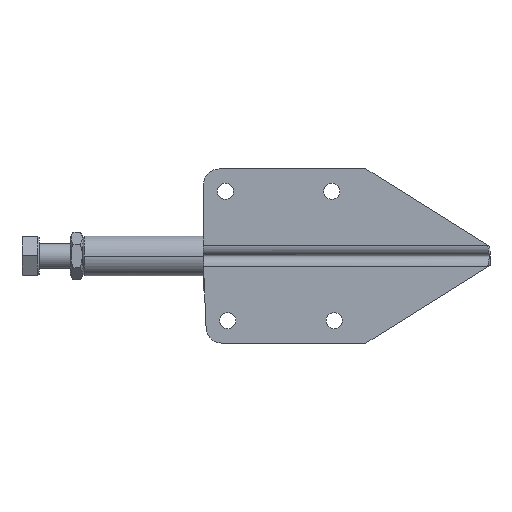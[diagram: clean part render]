
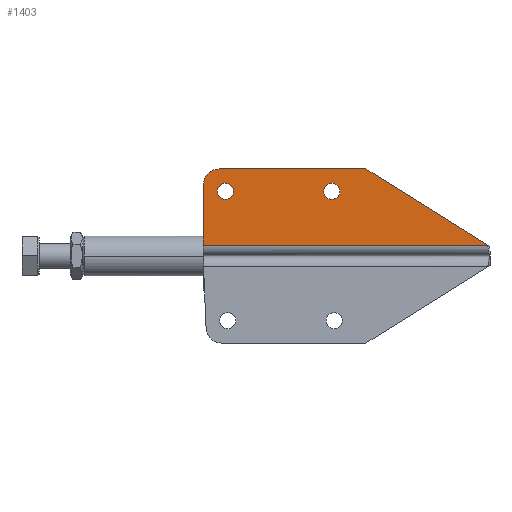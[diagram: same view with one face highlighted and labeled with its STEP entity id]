
A CAD part, front view. The second image highlights one B-rep face of the part: STEP entity #1403.
In plain terms, the highlighted planar face has unit normal (0, -1, 0).
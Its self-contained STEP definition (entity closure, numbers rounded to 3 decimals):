
#1403 = ADVANCED_FACE ( 'NONE', ( #8020, #8028, #8022 ), #13892, .F. ) ;
#3044 = CIRCLE ( 'NONE', #19421, 2.6 ) ;
#3063 = CIRCLE ( 'NONE', #19424, 2.6 ) ;
#4904 = ORIENTED_EDGE ( 'NONE', *, *, #13538, .F. ) ;
#4905 = ORIENTED_EDGE ( 'NONE', *, *, #13542, .T. ) ;
#4906 = ORIENTED_EDGE ( 'NONE', *, *, #13541, .F. ) ;
#4907 = ORIENTED_EDGE ( 'NONE', *, *, #25530, .F. ) ;
#4908 = ORIENTED_EDGE ( 'NONE', *, *, #13545, .T. ) ;
#4912 = ORIENTED_EDGE ( 'NONE', *, *, #25534, .F. ) ;
#4913 = ORIENTED_EDGE ( 'NONE', *, *, #13544, .T. ) ;
#4915 = ORIENTED_EDGE ( 'NONE', *, *, #13540, .F. ) ;
#4916 = ORIENTED_EDGE ( 'NONE', *, *, #13543, .T. ) ;
#4940 = VERTEX_POINT ( 'NONE', #5507 ) ;
#4941 = VERTEX_POINT ( 'NONE', #5508 ) ;
#4948 = VERTEX_POINT ( 'NONE', #5515 ) ;
#4953 = VERTEX_POINT ( 'NONE', #5520 ) ;
#5507 = CARTESIAN_POINT ( 'NONE',  ( 40.997, -3., 18.05 ) ) ;
#5508 = CARTESIAN_POINT ( 'NONE',  ( 6.997, -3., 23.25 ) ) ;
#5515 = CARTESIAN_POINT ( 'NONE',  ( 40.997, -3., 23.25 ) ) ;
#5520 = CARTESIAN_POINT ( 'NONE',  ( 6.997, -3., 18.05 ) ) ;
#6532 = LINE ( 'NONE', #16231, #6534 ) ;
#6533 = CIRCLE ( 'NONE', #19133, 2.6 ) ;
#6534 = VECTOR ( 'NONE', #16248, 1000. ) ;
#6535 = CIRCLE ( 'NONE', #19132, 2.6 ) ;
#6537 = LINE ( 'NONE', #16256, #6540 ) ;
#6538 = LINE ( 'NONE', #16255, #6542 ) ;
#6540 = VECTOR ( 'NONE', #16251, 1000. ) ;
#6541 = CIRCLE ( 'NONE', #19134, 5. ) ;
#6542 = VECTOR ( 'NONE', #16261, 1000. ) ;
#6543 = LINE ( 'NONE', #16260, #6545 ) ;
#6545 = VECTOR ( 'NONE', #16249, 1000. ) ;
#8020 = FACE_BOUND ( 'NONE', #21966, .T. ) ;
#8022 = FACE_OUTER_BOUND ( 'NONE', #21965, .T. ) ;
#8028 = FACE_BOUND ( 'NONE', #21964, .T. ) ;
#9041 = AXIS2_PLACEMENT_3D ( 'NONE', #13891, #13889, #13894 ) ;
#12009 = CARTESIAN_POINT ( 'NONE',  ( 51.892, -3., 27.8 ) ) ;
#12018 = CARTESIAN_POINT ( 'NONE',  ( 90.78, -3., 3.5 ) ) ;
#12024 = CARTESIAN_POINT ( 'NONE',  ( 5., -3., 27.8 ) ) ;
#12039 = CARTESIAN_POINT ( 'NONE',  ( 0., -3., 3.5 ) ) ;
#12104 = CARTESIAN_POINT ( 'NONE',  ( 0., -3., 22.8 ) ) ;
#13538 = EDGE_CURVE ( 'NONE', #21772, #21793, #6532, .T. ) ;
#13540 = EDGE_CURVE ( 'NONE', #4940, #4948, #6535, .T. ) ;
#13541 = EDGE_CURVE ( 'NONE', #4953, #4941, #6533, .T. ) ;
#13542 = EDGE_CURVE ( 'NONE', #21772, #21763, #6537, .T. ) ;
#13543 = EDGE_CURVE ( 'NONE', #21763, #21778, #6538, .T. ) ;
#13544 = EDGE_CURVE ( 'NONE', #21778, #21858, #6541, .T. ) ;
#13545 = EDGE_CURVE ( 'NONE', #21858, #21793, #6543, .T. ) ;
#13889 = DIRECTION ( 'NONE',  ( 0., 1., 0. ) ) ;
#13891 = CARTESIAN_POINT ( 'NONE',  ( 5., -3., 22.8 ) ) ;
#13892 = PLANE ( 'NONE',  #9041 ) ;
#13894 = DIRECTION ( 'NONE',  ( 0., 0., 1. ) ) ;
#16231 = CARTESIAN_POINT ( 'NONE',  ( 5., -3., 3.5 ) ) ;
#16248 = DIRECTION ( 'NONE',  ( -1., 0., 0. ) ) ;
#16249 = DIRECTION ( 'NONE',  ( 0., 0., -1. ) ) ;
#16251 = DIRECTION ( 'NONE',  ( -0.848, 0., 0.53 ) ) ;
#16252 = CARTESIAN_POINT ( 'NONE',  ( 40.997, -3., 20.65 ) ) ;
#16253 = DIRECTION ( 'NONE',  ( 0., -1., 0. ) ) ;
#16254 = DIRECTION ( 'NONE',  ( 0., 0., -1. ) ) ;
#16255 = CARTESIAN_POINT ( 'NONE',  ( 5., -3., 27.8 ) ) ;
#16256 = CARTESIAN_POINT ( 'NONE',  ( 51.892, -3., 27.8 ) ) ;
#16257 = CARTESIAN_POINT ( 'NONE',  ( 6.997, -3., 20.65 ) ) ;
#16258 = DIRECTION ( 'NONE',  ( 0., -1., 0. ) ) ;
#16259 = DIRECTION ( 'NONE',  ( 0., 0., -1. ) ) ;
#16260 = CARTESIAN_POINT ( 'NONE',  ( 0., -3., 3. ) ) ;
#16261 = DIRECTION ( 'NONE',  ( -1., 0., 0. ) ) ;
#16262 = CARTESIAN_POINT ( 'NONE',  ( 5., -3., 22.8 ) ) ;
#16263 = DIRECTION ( 'NONE',  ( 0., -1., 0. ) ) ;
#16264 = DIRECTION ( 'NONE',  ( 0., 0., 1. ) ) ;
#19132 = AXIS2_PLACEMENT_3D ( 'NONE', #16252, #16253, #16254 ) ;
#19133 = AXIS2_PLACEMENT_3D ( 'NONE', #16257, #16258, #16259 ) ;
#19134 = AXIS2_PLACEMENT_3D ( 'NONE', #16262, #16263, #16264 ) ;
#19421 = AXIS2_PLACEMENT_3D ( 'NONE', #26312, #26313, #26314 ) ;
#19424 = AXIS2_PLACEMENT_3D ( 'NONE', #26325, #26326, #26327 ) ;
#21763 = VERTEX_POINT ( 'NONE', #12009 ) ;
#21772 = VERTEX_POINT ( 'NONE', #12018 ) ;
#21778 = VERTEX_POINT ( 'NONE', #12024 ) ;
#21793 = VERTEX_POINT ( 'NONE', #12039 ) ;
#21858 = VERTEX_POINT ( 'NONE', #12104 ) ;
#21964 = EDGE_LOOP ( 'NONE', ( #4912, #4906 ) ) ;
#21965 = EDGE_LOOP ( 'NONE', ( #4904, #4905, #4916, #4913, #4908 ) ) ;
#21966 = EDGE_LOOP ( 'NONE', ( #4907, #4915 ) ) ;
#25530 = EDGE_CURVE ( 'NONE', #4948, #4940, #3044, .T. ) ;
#25534 = EDGE_CURVE ( 'NONE', #4941, #4953, #3063, .T. ) ;
#26312 = CARTESIAN_POINT ( 'NONE',  ( 40.997, -3., 20.65 ) ) ;
#26313 = DIRECTION ( 'NONE',  ( 0., -1., 0. ) ) ;
#26314 = DIRECTION ( 'NONE',  ( 0., 0., -1. ) ) ;
#26325 = CARTESIAN_POINT ( 'NONE',  ( 6.997, -3., 20.65 ) ) ;
#26326 = DIRECTION ( 'NONE',  ( 0., -1., 0. ) ) ;
#26327 = DIRECTION ( 'NONE',  ( 0., 0., -1. ) ) ;
